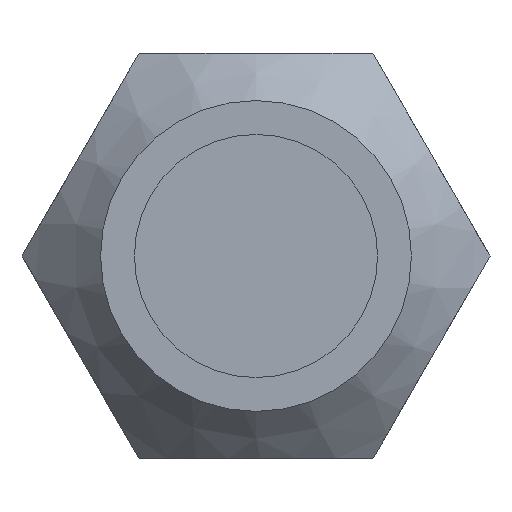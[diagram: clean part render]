
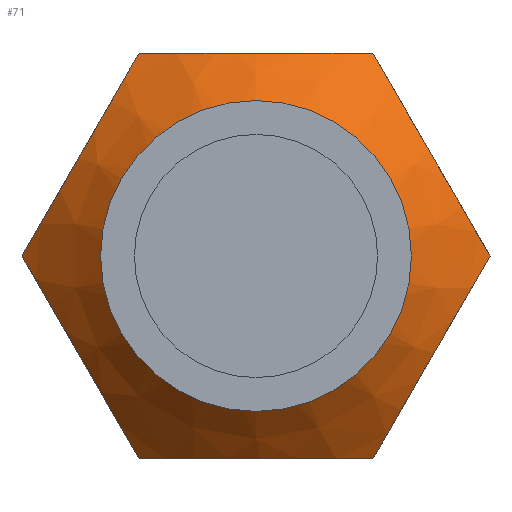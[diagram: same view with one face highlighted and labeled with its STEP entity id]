
A CAD part, front view. The second image highlights one B-rep face of the part: STEP entity #71.
In plain terms, the highlighted conical face has half-angle 45 degrees and reference radius 13.1 mm.
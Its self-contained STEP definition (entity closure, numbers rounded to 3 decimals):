
#71 = ADVANCED_FACE( '', ( #151, #152 ), #153, .T. );
#151 = FACE_OUTER_BOUND( '', #242, .T. );
#152 = FACE_BOUND( '', #243, .T. );
#153 = CONICAL_SURFACE( '', #244, 13.1, 0.785 );
#242 = EDGE_LOOP( '', ( #369, #370, #371, #372, #373, #374 ) );
#243 = EDGE_LOOP( '', ( #375 ) );
#244 = AXIS2_PLACEMENT_3D( '', #376, #377, #378 );
#369 = ORIENTED_EDGE( '', *, *, #473, .F. );
#370 = ORIENTED_EDGE( '', *, *, #462, .F. );
#371 = ORIENTED_EDGE( '', *, *, #452, .F. );
#372 = ORIENTED_EDGE( '', *, *, #470, .F. );
#373 = ORIENTED_EDGE( '', *, *, #466, .F. );
#374 = ORIENTED_EDGE( '', *, *, #447, .F. );
#375 = ORIENTED_EDGE( '', *, *, #482, .F. );
#376 = CARTESIAN_POINT( '', ( 0., -4.15, 0. ) );
#377 = DIRECTION( '', ( 0., 1., 0. ) );
#378 = DIRECTION( '', ( 0., 0., 1. ) );
#447 = EDGE_CURVE( '', #505, #501, #507, .T. );
#452 = EDGE_CURVE( '', #514, #510, #516, .T. );
#462 = EDGE_CURVE( '', #510, #529, #532, .T. );
#466 = EDGE_CURVE( '', #501, #535, #538, .T. );
#470 = EDGE_CURVE( '', #535, #514, #542, .T. );
#473 = EDGE_CURVE( '', #529, #505, #545, .T. );
#482 = EDGE_CURVE( '', #558, #558, #559, .F. );
#501 = VERTEX_POINT( '', #584 );
#505 = VERTEX_POINT( '', #590 );
#507 = B_SPLINE_CURVE_WITH_KNOTS( '', 3, ( #593, #594, #595, #596, #597, #598, #599, #600, #601, #602, #603, #604 ), .UNSPECIFIED., .F., .F., ( 4, 2, 2, 2, 2, 4 ), ( 0., 0.004, 0.007, 0.009, 0.013, 0.018 ), .UNSPECIFIED. );
#510 = VERTEX_POINT( '', #607 );
#514 = VERTEX_POINT( '', #613 );
#516 = B_SPLINE_CURVE_WITH_KNOTS( '', 3, ( #616, #617, #618, #619, #620, #621, #622, #623, #624, #625, #626, #627 ), .UNSPECIFIED., .F., .F., ( 4, 2, 2, 2, 2, 4 ), ( 0., 0.004, 0.007, 0.009, 0.013, 0.018 ), .UNSPECIFIED. );
#529 = VERTEX_POINT( '', #640 );
#532 = B_SPLINE_CURVE_WITH_KNOTS( '', 3, ( #645, #646, #647, #648, #649, #650, #651, #652, #653, #654, #655, #656 ), .UNSPECIFIED., .F., .F., ( 4, 2, 2, 2, 2, 4 ), ( 0., 0.004, 0.007, 0.009, 0.013, 0.018 ), .UNSPECIFIED. );
#535 = VERTEX_POINT( '', #659 );
#538 = B_SPLINE_CURVE_WITH_KNOTS( '', 3, ( #664, #665, #666, #667, #668, #669, #670, #671, #672, #673, #674, #675 ), .UNSPECIFIED., .F., .F., ( 4, 2, 2, 2, 2, 4 ), ( 0., 0.004, 0.007, 0.009, 0.013, 0.018 ), .UNSPECIFIED. );
#542 = B_SPLINE_CURVE_WITH_KNOTS( '', 3, ( #680, #681, #682, #683, #684, #685, #686, #687, #688, #689, #690, #691 ), .UNSPECIFIED., .F., .F., ( 4, 2, 2, 2, 2, 4 ), ( 0., 0.004, 0.007, 0.009, 0.013, 0.018 ), .UNSPECIFIED. );
#545 = B_SPLINE_CURVE_WITH_KNOTS( '', 3, ( #695, #696, #697, #698, #699, #700, #701, #702, #703, #704, #705, #706 ), .UNSPECIFIED., .F., .F., ( 4, 2, 2, 2, 2, 4 ), ( 0., 0.004, 0.007, 0.009, 0.013, 0.018 ), .UNSPECIFIED. );
#558 = VERTEX_POINT( '', #719 );
#559 = CIRCLE( '', #720, 9.75 );
#584 = CARTESIAN_POINT( '', ( 8.66, 0.071, -15. ) );
#590 = CARTESIAN_POINT( '', ( 17.321, 0.071, 0. ) );
#593 = CARTESIAN_POINT( '', ( 17.321, 0.071, 0. ) );
#594 = CARTESIAN_POINT( '', ( 16.644, -0.606, -1.172 ) );
#595 = CARTESIAN_POINT( '', ( 15.952, -1.181, -2.37 ) );
#596 = CARTESIAN_POINT( '', ( 14.877, -1.798, -4.232 ) );
#597 = CARTESIAN_POINT( '', ( 14.512, -1.962, -4.864 ) );
#598 = CARTESIAN_POINT( '', ( 13.768, -2.188, -6.153 ) );
#599 = CARTESIAN_POINT( '', ( 13.384, -2.248, -6.818 ) );
#600 = CARTESIAN_POINT( '', ( 12.25, -2.253, -8.782 ) );
#601 = CARTESIAN_POINT( '', ( 11.507, -2.024, -10.069 ) );
#602 = CARTESIAN_POINT( '', ( 10.042, -1.194, -12.607 ) );
#603 = CARTESIAN_POINT( '', ( 9.341, -0.61, -13.821 ) );
#604 = CARTESIAN_POINT( '', ( 8.66, 0.071, -15. ) );
#607 = CARTESIAN_POINT( '', ( -8.66, 0.071, 15. ) );
#613 = CARTESIAN_POINT( '', ( -17.321, 0.071, 0. ) );
#616 = CARTESIAN_POINT( '', ( -17.321, 0.071, 0. ) );
#617 = CARTESIAN_POINT( '', ( -16.644, -0.606, 1.172 ) );
#618 = CARTESIAN_POINT( '', ( -15.952, -1.181, 2.37 ) );
#619 = CARTESIAN_POINT( '', ( -14.877, -1.798, 4.232 ) );
#620 = CARTESIAN_POINT( '', ( -14.512, -1.962, 4.864 ) );
#621 = CARTESIAN_POINT( '', ( -13.768, -2.188, 6.153 ) );
#622 = CARTESIAN_POINT( '', ( -13.384, -2.248, 6.818 ) );
#623 = CARTESIAN_POINT( '', ( -12.25, -2.253, 8.782 ) );
#624 = CARTESIAN_POINT( '', ( -11.507, -2.024, 10.069 ) );
#625 = CARTESIAN_POINT( '', ( -10.042, -1.194, 12.607 ) );
#626 = CARTESIAN_POINT( '', ( -9.341, -0.61, 13.821 ) );
#627 = CARTESIAN_POINT( '', ( -8.66, 0.071, 15. ) );
#640 = CARTESIAN_POINT( '', ( 8.66, 0.071, 15. ) );
#645 = CARTESIAN_POINT( '', ( -8.66, 0.071, 15. ) );
#646 = CARTESIAN_POINT( '', ( -7.307, -0.606, 15. ) );
#647 = CARTESIAN_POINT( '', ( -5.923, -1.181, 15. ) );
#648 = CARTESIAN_POINT( '', ( -3.773, -1.798, 15. ) );
#649 = CARTESIAN_POINT( '', ( -3.044, -1.962, 15. ) );
#650 = CARTESIAN_POINT( '', ( -1.555, -2.188, 15. ) );
#651 = CARTESIAN_POINT( '', ( -0.788, -2.248, 15. ) );
#652 = CARTESIAN_POINT( '', ( 1.48, -2.253, 15. ) );
#653 = CARTESIAN_POINT( '', ( 2.966, -2.024, 15. ) );
#654 = CARTESIAN_POINT( '', ( 5.897, -1.194, 15. ) );
#655 = CARTESIAN_POINT( '', ( 7.299, -0.61, 15. ) );
#656 = CARTESIAN_POINT( '', ( 8.66, 0.071, 15. ) );
#659 = CARTESIAN_POINT( '', ( -8.66, 0.071, -15. ) );
#664 = CARTESIAN_POINT( '', ( 8.66, 0.071, -15. ) );
#665 = CARTESIAN_POINT( '', ( 7.307, -0.606, -15. ) );
#666 = CARTESIAN_POINT( '', ( 5.923, -1.181, -15. ) );
#667 = CARTESIAN_POINT( '', ( 3.773, -1.798, -15. ) );
#668 = CARTESIAN_POINT( '', ( 3.044, -1.962, -15. ) );
#669 = CARTESIAN_POINT( '', ( 1.555, -2.188, -15. ) );
#670 = CARTESIAN_POINT( '', ( 0.788, -2.248, -15. ) );
#671 = CARTESIAN_POINT( '', ( -1.48, -2.253, -15. ) );
#672 = CARTESIAN_POINT( '', ( -2.966, -2.024, -15. ) );
#673 = CARTESIAN_POINT( '', ( -5.897, -1.194, -15. ) );
#674 = CARTESIAN_POINT( '', ( -7.299, -0.61, -15. ) );
#675 = CARTESIAN_POINT( '', ( -8.66, 0.071, -15. ) );
#680 = CARTESIAN_POINT( '', ( -8.66, 0.071, -15. ) );
#681 = CARTESIAN_POINT( '', ( -9.337, -0.606, -13.828 ) );
#682 = CARTESIAN_POINT( '', ( -10.029, -1.181, -12.63 ) );
#683 = CARTESIAN_POINT( '', ( -11.104, -1.798, -10.768 ) );
#684 = CARTESIAN_POINT( '', ( -11.468, -1.962, -10.136 ) );
#685 = CARTESIAN_POINT( '', ( -12.213, -2.188, -8.847 ) );
#686 = CARTESIAN_POINT( '', ( -12.596, -2.248, -8.182 ) );
#687 = CARTESIAN_POINT( '', ( -13.73, -2.253, -6.218 ) );
#688 = CARTESIAN_POINT( '', ( -14.474, -2.024, -4.931 ) );
#689 = CARTESIAN_POINT( '', ( -15.939, -1.194, -2.393 ) );
#690 = CARTESIAN_POINT( '', ( -16.64, -0.61, -1.179 ) );
#691 = CARTESIAN_POINT( '', ( -17.321, 0.071, 0. ) );
#695 = CARTESIAN_POINT( '', ( 8.66, 0.071, 15. ) );
#696 = CARTESIAN_POINT( '', ( 9.337, -0.606, 13.828 ) );
#697 = CARTESIAN_POINT( '', ( 10.029, -1.181, 12.63 ) );
#698 = CARTESIAN_POINT( '', ( 11.104, -1.798, 10.768 ) );
#699 = CARTESIAN_POINT( '', ( 11.468, -1.962, 10.136 ) );
#700 = CARTESIAN_POINT( '', ( 12.213, -2.188, 8.847 ) );
#701 = CARTESIAN_POINT( '', ( 12.596, -2.248, 8.182 ) );
#702 = CARTESIAN_POINT( '', ( 13.73, -2.253, 6.218 ) );
#703 = CARTESIAN_POINT( '', ( 14.474, -2.024, 4.931 ) );
#704 = CARTESIAN_POINT( '', ( 15.939, -1.194, 2.393 ) );
#705 = CARTESIAN_POINT( '', ( 16.64, -0.61, 1.179 ) );
#706 = CARTESIAN_POINT( '', ( 17.321, 0.071, 0. ) );
#719 = CARTESIAN_POINT( '', ( 0., -7.5, 9.75 ) );
#720 = AXIS2_PLACEMENT_3D( '', #779, #780, #781 );
#779 = CARTESIAN_POINT( '', ( 0., -7.5, 0. ) );
#780 = DIRECTION( '', ( 0., 1., 0. ) );
#781 = DIRECTION( '', ( 0., 0., 1. ) );
